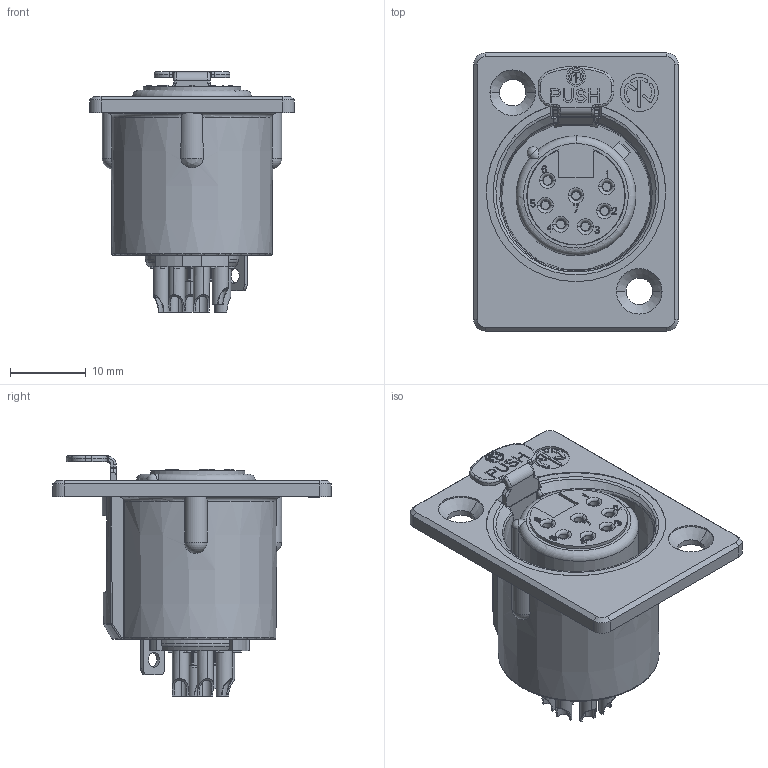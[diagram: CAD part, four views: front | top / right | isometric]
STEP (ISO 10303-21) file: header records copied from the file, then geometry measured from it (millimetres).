
FILE_DESCRIPTION((''),'2;1');
FILE_NAME('30009734','2022-06-21T11:44:02',('SYSTEM'),(''),'CREO PARAMETRIC BY PTC INC, 2021184','CREO PARAMETRIC BY PTC INC, 2021184','');
FILE_SCHEMA(('CONFIG_CONTROL_DESIGN'));
Length unit declared in the file: millimetre
Products named in the file (1): 30009734
Bounding box: 27 x 36.7 x 31.7 mm (x, y, z)
Volume: 8115.4 mm3; surface area: 6359.3 mm2
Topology: 1 solids, 5 shells, 1646 faces, 4456 edges, 2896 vertices
Faces by surface type: plane 1149, cylinder 285, cone 82, torus 80, bspline 31, sphere 19
Entity records: 53395 total; most frequent: CARTESIAN_POINT 12030, ORIENTED_EDGE 8882, DIRECTION 8149, EDGE_CURVE 4441, VECTOR 3333, LINE 3333, VERTEX_POINT 2896, AXIS2_PLACEMENT_3D 2408
